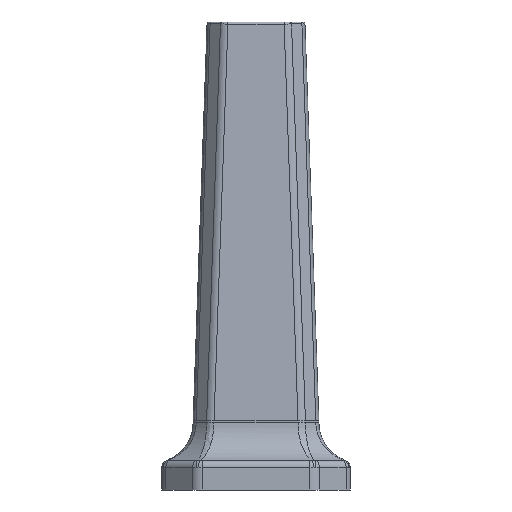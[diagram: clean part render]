
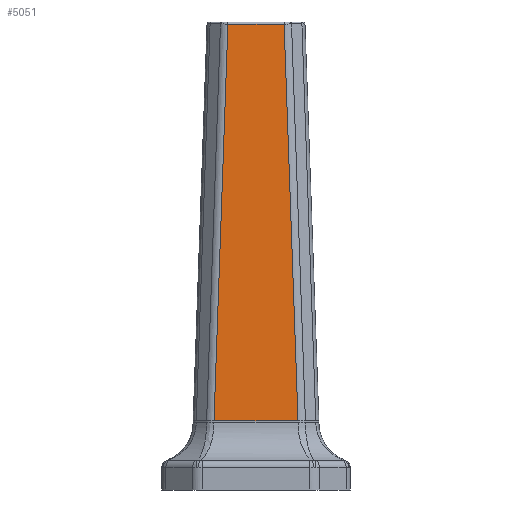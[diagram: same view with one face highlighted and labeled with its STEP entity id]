
A CAD part, front view. The second image highlights one B-rep face of the part: STEP entity #5051.
In plain terms, the highlighted planar face has unit normal (0, -0.999, 0.035).
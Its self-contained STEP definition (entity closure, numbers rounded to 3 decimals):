
#432=CARTESIAN_POINT('',(140.389,-165.501,667.105));
#433=VERTEX_POINT('',#432);
#552=CARTESIAN_POINT('',(59.889,-165.501,667.105));
#553=VERTEX_POINT('',#552);
#561=CARTESIAN_POINT('',(59.889,-165.501,667.105));
#562=DIRECTION('',(1.0,0.0,0.0));
#563=VECTOR('',#562,80.5);
#564=LINE('',#561,#563);
#565=EDGE_CURVE('',#553,#433,#564,.T.);
#4472=CARTESIAN_POINT('',(39.992,-185.399,99.0));
#4473=VERTEX_POINT('',#4472);
#4480=CARTESIAN_POINT('',(39.99,-185.399,99.0));
#4481=VERTEX_POINT('',#4480);
#4482=CARTESIAN_POINT('',(39.992,-185.399,99.0));
#4483=DIRECTION('',(-1.0,0.0,0.0));
#4484=VECTOR('',#4483,0.002);
#4485=LINE('',#4482,#4484);
#4486=EDGE_CURVE('',#4473,#4481,#4485,.T.);
#4530=CARTESIAN_POINT('',(39.99,-185.399,99.0));
#4531=DIRECTION('',(0.035,0.035,0.999));
#4532=VECTOR('',#4531,568.802);
#4533=LINE('',#4530,#4532);
#4534=EDGE_CURVE('',#4481,#553,#4533,.T.);
#4821=CARTESIAN_POINT('',(160.288,-185.399,99.));
#4822=VERTEX_POINT('',#4821);
#4832=CARTESIAN_POINT('',(160.286,-185.399,99.0));
#4833=VERTEX_POINT('',#4832);
#4834=CARTESIAN_POINT('',(160.288,-185.399,99.));
#4835=DIRECTION('',(-1.,0.,-0.002));
#4836=VECTOR('',#4835,0.002);
#4837=LINE('',#4834,#4836);
#4838=EDGE_CURVE('',#4822,#4833,#4837,.T.);
#4855=CARTESIAN_POINT('',(140.389,-165.501,667.105));
#4856=DIRECTION('',(0.035,-0.035,-0.999));
#4857=VECTOR('',#4856,568.802);
#4858=LINE('',#4855,#4857);
#4859=EDGE_CURVE('',#433,#4822,#4858,.T.);
#4913=CARTESIAN_POINT('',(160.286,-185.399,99.0));
#4914=DIRECTION('',(-1.0,0.0,0.0));
#4915=VECTOR('',#4914,120.294);
#4916=LINE('',#4913,#4915);
#4917=EDGE_CURVE('',#4833,#4473,#4916,.T.);
#5038=CARTESIAN_POINT('',(53.779,-165.399,670.0));
#5039=DIRECTION('',(0.,0.999,-0.035));
#5040=DIRECTION('',(0.0,0.035,0.999));
#5041=AXIS2_PLACEMENT_3D('',#5038,#5039,#5040);
#5042=PLANE('',#5041);
#5043=ORIENTED_EDGE('',*,*,#565,.F.);
#5044=ORIENTED_EDGE('',*,*,#4534,.F.);
#5045=ORIENTED_EDGE('',*,*,#4486,.F.);
#5046=ORIENTED_EDGE('',*,*,#4917,.F.);
#5047=ORIENTED_EDGE('',*,*,#4838,.F.);
#5048=ORIENTED_EDGE('',*,*,#4859,.F.);
#5049=EDGE_LOOP('',(#5043,#5044,#5045,#5046,#5047,#5048));
#5050=FACE_OUTER_BOUND('',#5049,.T.);
#5051=ADVANCED_FACE('',(#5050),#5042,.F.);
